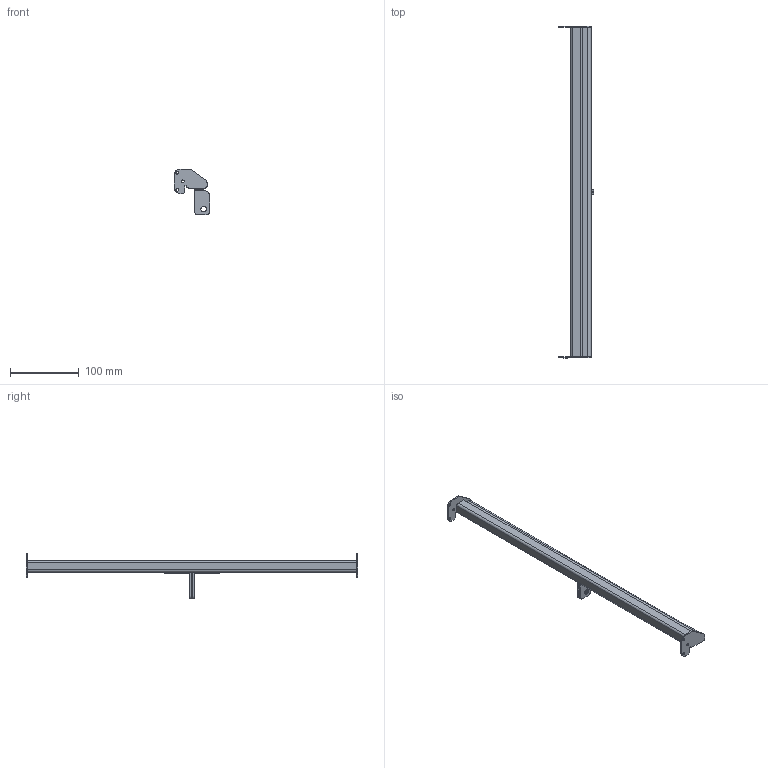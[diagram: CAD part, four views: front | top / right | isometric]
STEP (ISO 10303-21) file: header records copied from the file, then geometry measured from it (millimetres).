
FILE_DESCRIPTION((''),'2;1');
FILE_NAME('001338900_BL_WP_2_ASM_1_ASM','2023-02-22T10:19:47',('klemen.sitar'),('Audax d.o.o.'),'CREO PARAMETRIC BY PTC INC, 2021304','CREO PARAMETRIC BY PTC INC, 2021304','');
FILE_SCHEMA(('AP242_MANAGED_MODEL_BASED_3D_ENGINEERING_MIM_LF { 1 0 10303 442 1 1 4 }'));
Length unit declared in the file: millimetre
Products named in the file (7): PRT0008_1_1_1; PRT0010_1_1_1; PRT0010_1_2_1; PRT0010_1_ASM_1_ASM; GHD_1; PRT0003; 001338900_BL_WP_2_ASM_1_ASM
Assembly tree (7 placements, depth 3):
  001338900_BL_WP_2_ASM_1_ASM
    PRT0008_1_1_1
    PRT0010_1_ASM_1_ASM
      PRT0010_1_1_1
      PRT0010_1_2_1
    GHD_1  x2
    PRT0003
Bounding box: 51.01 x 483.6 x 67 mm (x, y, z)
Volume: 77275.5 mm3; surface area: 81995.2 mm2
Topology: 5 solids, 5 shells, 108 faces, 304 edges, 214 vertices
Faces by surface type: plane 54, cylinder 54
Entity records: 5129 total; most frequent: CARTESIAN_POINT 546, DIRECTION 546, ORIENTED_EDGE 464, PRESENTATION_STYLE_ASSIGNMENT 344, STYLED_ITEM 344, CURVE_STYLE 254, EDGE_CURVE 232, AXIS2_PLACEMENT_3D 195
